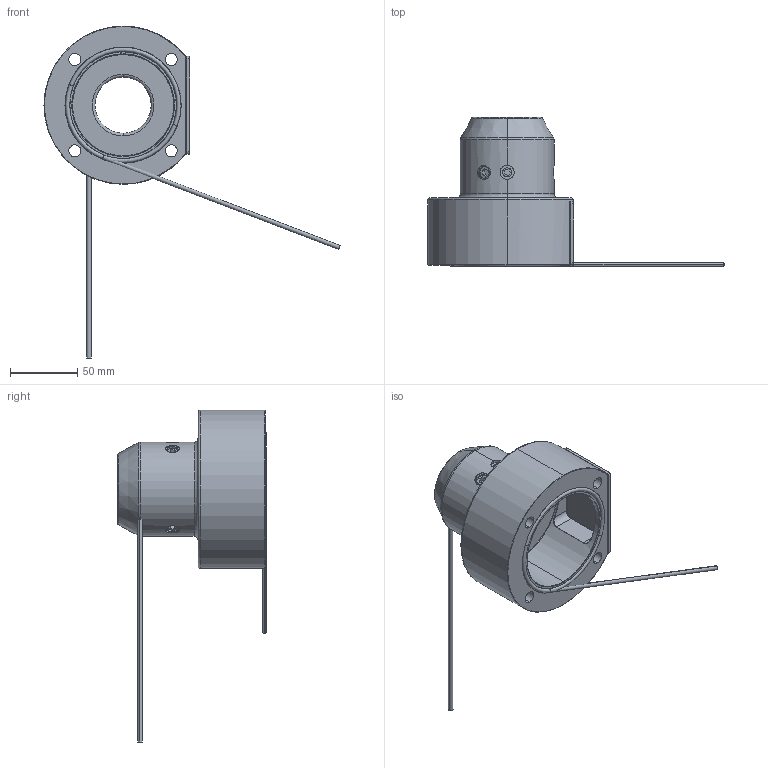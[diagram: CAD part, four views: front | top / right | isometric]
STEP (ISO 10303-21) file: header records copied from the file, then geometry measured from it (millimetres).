
FILE_DESCRIPTION (( 'STEP AP214' ), '1' );
FILE_NAME ('57017200.STEP', '2009-03-25T10:08:51', ( ' ' ), ( '' ), 'SwSTEP 2.0', 'SolidWorks 2008', '' );
FILE_SCHEMA (( 'AUTOMOTIVE_DESIGN' ));
Length unit declared in the file: millimetre
Products named in the file (9): 84149_Standard; 57017200; 82164_Standard; 82389_Standard; 89760_Standard; 93659_Standard; 82010_im eingebauten Zustand GTH D48; 93288_Standard; 93658_Standard
Assembly tree (11 placements, depth 2):
  57017200
    93658_Standard  x3
    93288_Standard  x2
    82389_Standard
    89760_Standard
    93659_Standard
    84149_Standard
    82164_Standard
    82010_im eingebauten Zustand GTH D48
Bounding box: 220.69 x 111 x 247.4 mm (x, y, z)
Volume: 390379.3 mm3; surface area: 93038 mm2
Topology: 13 solids, 13 shells, 305 faces, 677 edges, 399 vertices
Faces by surface type: plane 105, cylinder 90, cone 85, torus 19, bspline 4, sphere 2
Entity records: 8150 total; most frequent: CARTESIAN_POINT 2019, DIRECTION 1275, ORIENTED_EDGE 1106, EDGE_CURVE 553, AXIS2_PLACEMENT_3D 498, VERTEX_POINT 331, EDGE_LOOP 292, LINE 279
